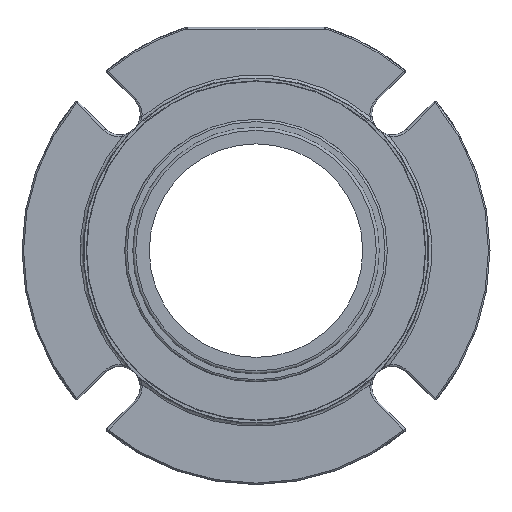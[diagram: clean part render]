
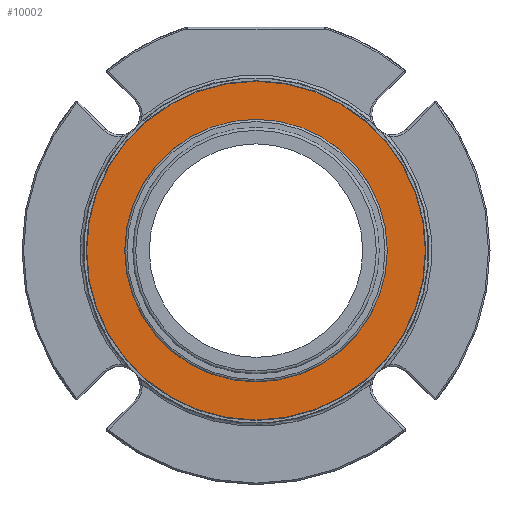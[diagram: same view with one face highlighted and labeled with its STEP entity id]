
A CAD part, left-side view. The second image highlights one B-rep face of the part: STEP entity #10002.
In plain terms, the highlighted planar face has unit normal (-1, 0, 0).
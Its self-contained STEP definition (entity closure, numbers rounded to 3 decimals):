
#2042=PLANE('',#10941);
#5012=ORIENTED_EDGE('',*,*,#6516,.T.);
#5013=ORIENTED_EDGE('',*,*,#6517,.F.);
#6516=EDGE_CURVE('',#7452,#7452,#7915,.F.);
#6517=EDGE_CURVE('',#7453,#7453,#7916,.F.);
#7452=VERTEX_POINT('',#21310);
#7453=VERTEX_POINT('',#21313);
#7915=CIRCLE('',#10940,87.25);
#7916=CIRCLE('',#10942,67.628);
#8577=EDGE_LOOP('',(#5012));
#8578=EDGE_LOOP('',(#5013));
#9250=FACE_BOUND('',#8577,.T.);
#9251=FACE_BOUND('',#8578,.T.);
#10002=ADVANCED_FACE('',(#9250,#9251),#2042,.F.);
#10940=AXIS2_PLACEMENT_3D('',#21309,#13324,#13325);
#10941=AXIS2_PLACEMENT_3D('',#21311,#13326,#13327);
#10942=AXIS2_PLACEMENT_3D('',#21312,#13328,#13329);
#13324=DIRECTION('',(1.,0.,0.));
#13325=DIRECTION('',(0.,0.,-1.));
#13326=DIRECTION('',(1.,0.,0.));
#13327=DIRECTION('',(0.,0.,-1.));
#13328=DIRECTION('',(1.,0.,0.));
#13329=DIRECTION('',(0.,0.,-1.));
#21309=CARTESIAN_POINT('',(-77.5,0.,0.));
#21310=CARTESIAN_POINT('',(-77.5,0.,-87.25));
#21311=CARTESIAN_POINT('',(-77.5,0.,-75.));
#21312=CARTESIAN_POINT('',(-77.5,0.,0.));
#21313=CARTESIAN_POINT('',(-77.5,0.,-67.628));
